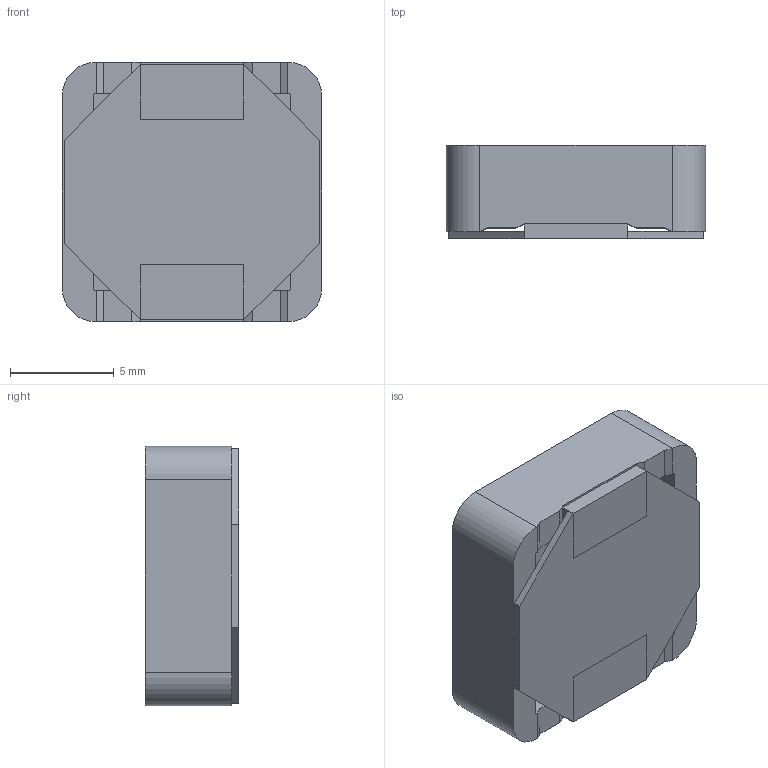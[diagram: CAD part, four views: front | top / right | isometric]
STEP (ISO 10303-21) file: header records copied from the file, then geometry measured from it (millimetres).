
FILE_DESCRIPTION (( 'STEP AP214' ), '1' );
FILE_NAME ('SRR1240-270M.STEP', '2019-04-08T03:40:47', ( '' ), ( '' ), 'SwSTEP 2.0', 'SolidWorks 2017', '' );
FILE_SCHEMA (( 'AUTOMOTIVE_DESIGN' ));
Length unit declared in the file: millimetre
Products named in the file (1): SRR1240-270M
Bounding box: 12.5 x 4.5 x 12.5 mm (x, y, z)
Volume: 498.8 mm3; surface area: 874.6 mm2
Topology: 4 solids, 4 shells, 75 faces, 195 edges, 130 vertices
Faces by surface type: plane 54, cylinder 21
Entity records: 2352 total; most frequent: CARTESIAN_POINT 401, ORIENTED_EDGE 390, DIRECTION 389, EDGE_CURVE 195, LINE 153, VECTOR 153, VERTEX_POINT 130, AXIS2_PLACEMENT_3D 118
